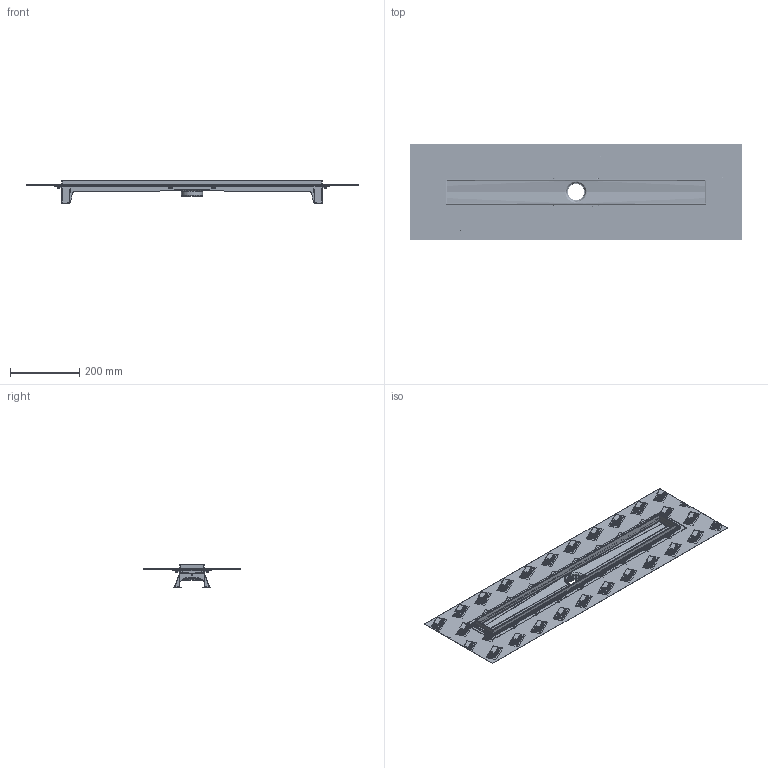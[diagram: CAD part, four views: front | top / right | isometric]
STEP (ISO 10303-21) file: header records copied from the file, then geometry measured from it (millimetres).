
FILE_DESCRIPTION((''),'2;1');
FILE_NAME('AT145_014_08_ASM','2019-09-30T',('mschlueter'),('NET'),'CREO PARAMETRIC BY PTC INC, 2017170','CREO PARAMETRIC BY PTC INC, 2017170','');
FILE_SCHEMA(('CONFIG_CONTROL_DESIGN'));
Products named in the file (7): AT144_013_08_AF0; AT144_018_08; AT145_008_08_ASM; AT145_009_08; AT144_028_00; AT144_044_00; AT145_014_08_ASM
Assembly tree (13 placements, depth 3):
  AT145_014_08_ASM
    AT145_008_08_ASM
      AT144_013_08_AF0
      AT144_018_08
    AT145_009_08
    AT144_028_00
    AT144_044_00  x8
Bounding box: 959 x 279 x 68.45 mm (x, y, z)
Volume: 516410.4 mm3; surface area: 903097.8 mm2
Topology: 12 solids, 12 shells, 6423 faces, 17644 edges, 11613 vertices
Faces by surface type: plane 3850, extrusion 1680, cylinder 510, bspline 171, cone 168, torus 40, sphere 4
Entity records: 293771 total; most frequent: CARTESIAN_POINT 86343, ORIENTED_EDGE 33068, DIRECTION 23440, PRESENTATION_STYLE_ASSIGNMENT 18039, STYLED_ITEM 17788, CURVE_STYLE 16534, EDGE_CURVE 16534, VECTOR 13616
